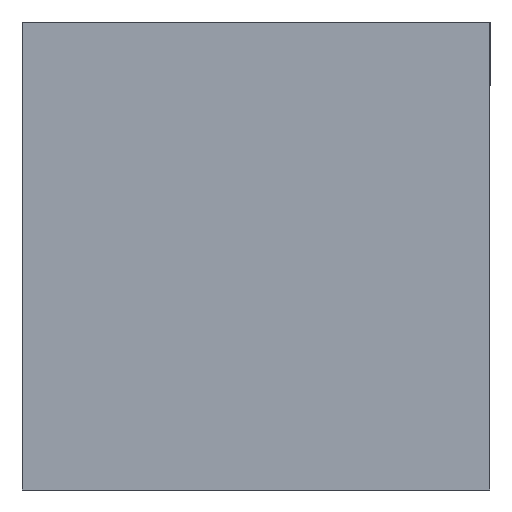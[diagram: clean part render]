
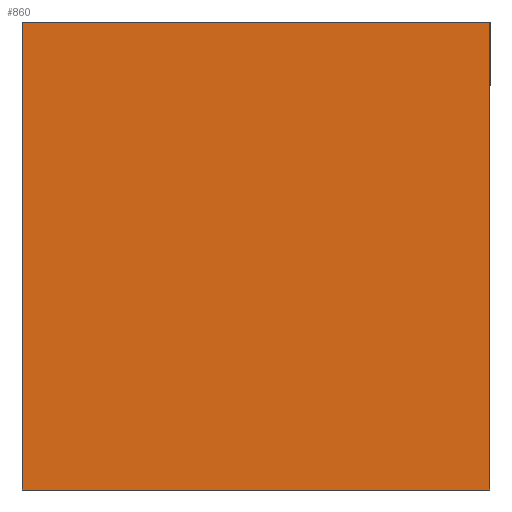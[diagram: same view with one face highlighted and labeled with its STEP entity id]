
A CAD part, front view. The second image highlights one B-rep face of the part: STEP entity #860.
In plain terms, the highlighted planar face has unit normal (0, -1, 0).
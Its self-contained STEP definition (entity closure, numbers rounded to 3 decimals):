
#12 = LINE ( 'NONE', #584, #1015 ) ;
#38 = VERTEX_POINT ( 'NONE', #1166 ) ;
#76 = EDGE_CURVE ( 'NONE', #38, #511, #732, .T. ) ;
#139 = VERTEX_POINT ( 'NONE', #1020 ) ;
#217 = DIRECTION ( 'NONE',  ( 0., 0., -1. ) ) ;
#257 = VECTOR ( 'NONE', #1106, 1000. ) ;
#263 = EDGE_CURVE ( 'NONE', #484, #139, #12, .T. ) ;
#266 = FACE_OUTER_BOUND ( 'NONE', #1087, .T. ) ;
#319 = VECTOR ( 'NONE', #433, 1000. ) ;
#328 = ORIENTED_EDGE ( 'NONE', *, *, #76, .F. ) ;
#332 = CARTESIAN_POINT ( 'NONE',  ( -5.25, -0.4, 5.25 ) ) ;
#429 = EDGE_CURVE ( 'NONE', #511, #484, #1189, .T. ) ;
#433 = DIRECTION ( 'NONE',  ( 0., 0., 1. ) ) ;
#459 = DIRECTION ( 'NONE',  ( 0., 0., -1. ) ) ;
#466 = DIRECTION ( 'NONE',  ( 0., -1., 0. ) ) ;
#484 = VERTEX_POINT ( 'NONE', #648 ) ;
#511 = VERTEX_POINT ( 'NONE', #1035 ) ;
#572 = DIRECTION ( 'NONE',  ( 1., 0., 0. ) ) ;
#584 = CARTESIAN_POINT ( 'NONE',  ( -5.25, -0.4, 5.25 ) ) ;
#589 = ORIENTED_EDGE ( 'NONE', *, *, #263, .F. ) ;
#646 = CARTESIAN_POINT ( 'NONE',  ( 5.25, -0.4, -5.25 ) ) ;
#648 = CARTESIAN_POINT ( 'NONE',  ( -5.25, -0.4, 5.25 ) ) ;
#732 = LINE ( 'NONE', #1025, #257 ) ;
#760 = LINE ( 'NONE', #1066, #917 ) ;
#826 = EDGE_CURVE ( 'NONE', #139, #38, #760, .T. ) ;
#860 = ADVANCED_FACE ( 'NONE', ( #266 ), #1117, .T. ) ;
#883 = ORIENTED_EDGE ( 'NONE', *, *, #826, .F. ) ;
#917 = VECTOR ( 'NONE', #217, 1000. ) ;
#968 = ORIENTED_EDGE ( 'NONE', *, *, #429, .F. ) ;
#1015 = VECTOR ( 'NONE', #572, 1000. ) ;
#1020 = CARTESIAN_POINT ( 'NONE',  ( 5.25, -0.4, 5.25 ) ) ;
#1025 = CARTESIAN_POINT ( 'NONE',  ( -5.25, -0.4, -5.25 ) ) ;
#1035 = CARTESIAN_POINT ( 'NONE',  ( -5.25, -0.4, -5.25 ) ) ;
#1054 = AXIS2_PLACEMENT_3D ( 'NONE', #646, #466, #459 ) ;
#1066 = CARTESIAN_POINT ( 'NONE',  ( 5.25, -0.4, 5.25 ) ) ;
#1087 = EDGE_LOOP ( 'NONE', ( #883, #589, #968, #328 ) ) ;
#1106 = DIRECTION ( 'NONE',  ( -1., 0., 0. ) ) ;
#1117 = PLANE ( 'NONE',  #1054 ) ;
#1166 = CARTESIAN_POINT ( 'NONE',  ( 5.25, -0.4, -5.25 ) ) ;
#1189 = LINE ( 'NONE', #332, #319 ) ;
